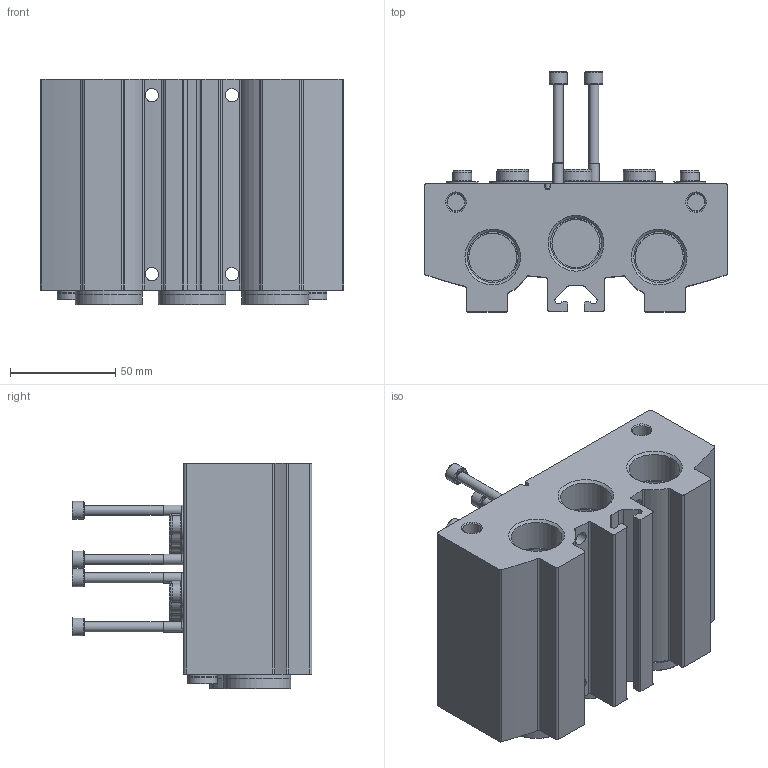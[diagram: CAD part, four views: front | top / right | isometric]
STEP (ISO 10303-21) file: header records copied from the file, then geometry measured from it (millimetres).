
FILE_DESCRIPTION(/* description */ ('STEP AP214'),/* implementation_level */ '2;1');
FILE_NAME(/* name */ '8026359_VABM-B10-30E-G34-2',/* time_stamp */ '2024-09-15T22:39:36+02:00',/* author */ ('License CC BY-ND 4.0'),/* organization */ ('CADENAS'),/* preprocessor_version */ 'ST-DEVELOPER v19.3',/* originating_system */ 'PARTsolutions',/* authorisation */ ' ');
FILE_SCHEMA (('AUTOMOTIVE_DESIGN {1 0 10303 214 3 1 1}'));
Length unit declared in the file: millimetre
Products named in the file (7): 8026359 VABM-B10-30E-G34-2; 8026359 VABM-B10-30E-G34-2---(M); 1658619 VUVS-G3-3---(S); 2191444 F-M5x60-10.9; 1354302 VUVS-G18---(S); 3572 B-3/4---(Plug); 3568 B-1/8---(Plug)
Assembly tree (16 placements, depth 2):
  8026359 VABM-B10-30E-G34-2
    8026359 VABM-B10-30E-G34-2---(M)
    1658619 VUVS-G3-3---(S)  x2
    2191444 F-M5x60-10.9  x4
    1354302 VUVS-G18---(S)  x4
    3572 B-3/4---(Plug)  x3
    3568 B-1/8---(Plug)  x2
Bounding box: 144 x 113.9 x 106.95 mm (x, y, z)
Volume: 640797.4 mm3; surface area: 128048 mm2
Topology: 16 solids, 16 shells, 680 faces, 1597 edges, 1024 vertices
Faces by surface type: plane 342, cylinder 200, cone 109, torus 29
Full cylindrical faces by diameter (mm): 3.5 x1, 4.134 x7, 4.75 x4, 5 x4, 5.5 x4, 6 x4, 6.3 x4, 8.2 x2, 8.5 x4, 8.566 x4, 8.9 x4, 9 x6, 9.728 x2, 10.8 x4, 12 x6, 12.6 x2, 14 x4, 15 x4, 15.1 x6, 18.1 x6, 22.8 x3, 24.117 x6, 26.441 x3, 28.8 x3, 32 x6
Entity records: 11475 total; most frequent: CARTESIAN_POINT 2110, DIRECTION 1958, ORIENTED_EDGE 1654, EDGE_CURVE 827, AXIS2_PLACEMENT_3D 745, FACE_BOUND 624, EDGE_LOOP 616, VERTEX_POINT 615
